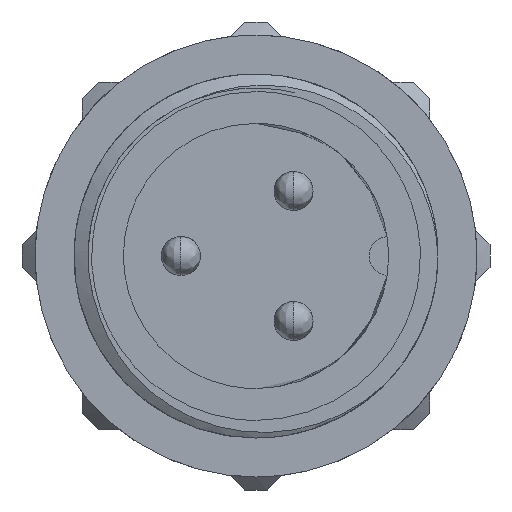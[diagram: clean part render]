
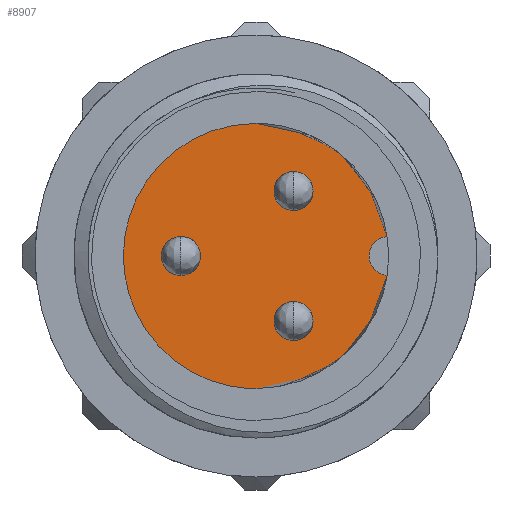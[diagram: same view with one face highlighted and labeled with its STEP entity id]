
A CAD part, front view. The second image highlights one B-rep face of the part: STEP entity #8907.
In plain terms, the highlighted free-form (B-spline) face has degree [1, 1] with [2, 2] control points.
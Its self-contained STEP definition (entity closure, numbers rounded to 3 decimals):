
#233 = EDGE_CURVE('',#234,#236,#238,.T.);
#234 = VERTEX_POINT('',#235);
#235 = CARTESIAN_POINT('',(1.798,11.211,
    -4.049));
#236 = VERTEX_POINT('',#237);
#237 = CARTESIAN_POINT('',(1.798,11.211,
    -2.18));
#238 = ( BOUNDED_CURVE() B_SPLINE_CURVE(2,(#239,#240,#241,#242,#243),
.UNSPECIFIED.,.F.,.F.) B_SPLINE_CURVE_WITH_KNOTS((3,2,3),(0.,
1.571,3.142),.PIECEWISE_BEZIER_KNOTS.) CURVE() 
GEOMETRIC_REPRESENTATION_ITEM() RATIONAL_B_SPLINE_CURVE((1.,
0.707,1.,0.707,1.)) REPRESENTATION_ITEM('') );
#239 = CARTESIAN_POINT('',(1.798,11.211,
    -4.049));
#240 = CARTESIAN_POINT('',(2.732,11.211,
    -4.049));
#241 = CARTESIAN_POINT('',(2.732,11.211,
    -3.114));
#242 = CARTESIAN_POINT('',(2.732,11.211,
    -2.18));
#243 = CARTESIAN_POINT('',(1.798,11.211,
    -2.18));
#330 = EDGE_CURVE('',#331,#333,#335,.T.);
#331 = VERTEX_POINT('',#332);
#332 = CARTESIAN_POINT('',(1.798,11.211,2.18
    ));
#333 = VERTEX_POINT('',#334);
#334 = CARTESIAN_POINT('',(1.798,11.211,4.049
    ));
#335 = ( BOUNDED_CURVE() B_SPLINE_CURVE(2,(#336,#337,#338,#339,#340),
.UNSPECIFIED.,.F.,.F.) B_SPLINE_CURVE_WITH_KNOTS((3,2,3),(0.,
1.571,3.142),.PIECEWISE_BEZIER_KNOTS.) CURVE() 
GEOMETRIC_REPRESENTATION_ITEM() RATIONAL_B_SPLINE_CURVE((1.,
0.707,1.,0.707,1.)) REPRESENTATION_ITEM('') );
#336 = CARTESIAN_POINT('',(1.798,11.211,2.18
    ));
#337 = CARTESIAN_POINT('',(2.732,11.211,2.18
    ));
#338 = CARTESIAN_POINT('',(2.732,11.211,3.114
    ));
#339 = CARTESIAN_POINT('',(2.732,11.211,4.049
    ));
#340 = CARTESIAN_POINT('',(1.798,11.211,4.049
    ));
#427 = EDGE_CURVE('',#428,#430,#432,.T.);
#428 = VERTEX_POINT('',#429);
#429 = CARTESIAN_POINT('',(-3.596,11.211,
    -0.934));
#430 = VERTEX_POINT('',#431);
#431 = CARTESIAN_POINT('',(-3.596,11.211,
    0.934));
#432 = ( BOUNDED_CURVE() B_SPLINE_CURVE(2,(#433,#434,#435,#436,#437),
.UNSPECIFIED.,.F.,.F.) B_SPLINE_CURVE_WITH_KNOTS((3,2,3),(0.,
1.571,3.142),.PIECEWISE_BEZIER_KNOTS.) CURVE() 
GEOMETRIC_REPRESENTATION_ITEM() RATIONAL_B_SPLINE_CURVE((1.,
0.707,1.,0.707,1.)) REPRESENTATION_ITEM('') );
#433 = CARTESIAN_POINT('',(-3.596,11.211,
    -0.934));
#434 = CARTESIAN_POINT('',(-2.662,11.211,
    -0.934));
#435 = CARTESIAN_POINT('',(-2.662,11.211,
    0.));
#436 = CARTESIAN_POINT('',(-2.662,11.211,
    0.934));
#437 = CARTESIAN_POINT('',(-3.596,11.211,
    0.934));
#466 = VERTEX_POINT('',#467);
#467 = CARTESIAN_POINT('',(0.,11.211,-6.353));
#485 = VERTEX_POINT('',#486);
#486 = CARTESIAN_POINT('',(0.,11.211,
    6.353));
#491 = EDGE_CURVE('',#485,#466,#492,.T.);
#492 = ( BOUNDED_CURVE() B_SPLINE_CURVE(2,(#493,#494,#495,#496,#497),
.UNSPECIFIED.,.F.,.F.) B_SPLINE_CURVE_WITH_KNOTS((3,2,3),(3.142,
4.712,6.283),.PIECEWISE_BEZIER_KNOTS.) CURVE() 
GEOMETRIC_REPRESENTATION_ITEM() RATIONAL_B_SPLINE_CURVE((1.,
0.707,1.,0.707,1.)) REPRESENTATION_ITEM('') );
#493 = CARTESIAN_POINT('',(0.,11.211,
    6.353));
#494 = CARTESIAN_POINT('',(-6.353,11.211,
    6.353));
#495 = CARTESIAN_POINT('',(-6.353,11.211,
    0.));
#496 = CARTESIAN_POINT('',(-6.353,11.211,
    -6.353));
#497 = CARTESIAN_POINT('',(0.,11.211,
    -6.353));
#8907 = ADVANCED_FACE('',(#8908,#8919,#8930,#8941),#8968,.T.);
#8908 = FACE_BOUND('',#8909,.T.);
#8909 = EDGE_LOOP('',(#8910,#8911));
#8910 = ORIENTED_EDGE('',*,*,#233,.F.);
#8911 = ORIENTED_EDGE('',*,*,#8912,.F.);
#8912 = EDGE_CURVE('',#236,#234,#8913,.T.);
#8913 = ( BOUNDED_CURVE() B_SPLINE_CURVE(2,(#8914,#8915,#8916,#8917,
#8918),.UNSPECIFIED.,.F.,.F.) B_SPLINE_CURVE_WITH_KNOTS((3,2,3),(
    3.142,4.712,6.283),
.PIECEWISE_BEZIER_KNOTS.) CURVE() GEOMETRIC_REPRESENTATION_ITEM() 
RATIONAL_B_SPLINE_CURVE((1.,0.707,1.,0.707,1.)) 
REPRESENTATION_ITEM('') );
#8914 = CARTESIAN_POINT('',(1.798,11.211,
    -2.18));
#8915 = CARTESIAN_POINT('',(0.864,11.211,
    -2.18));
#8916 = CARTESIAN_POINT('',(0.864,11.211,
    -3.114));
#8917 = CARTESIAN_POINT('',(0.864,11.211,
    -4.049));
#8918 = CARTESIAN_POINT('',(1.798,11.211,
    -4.049));
#8919 = FACE_BOUND('',#8920,.T.);
#8920 = EDGE_LOOP('',(#8921,#8922));
#8921 = ORIENTED_EDGE('',*,*,#330,.F.);
#8922 = ORIENTED_EDGE('',*,*,#8923,.F.);
#8923 = EDGE_CURVE('',#333,#331,#8924,.T.);
#8924 = ( BOUNDED_CURVE() B_SPLINE_CURVE(2,(#8925,#8926,#8927,#8928,
#8929),.UNSPECIFIED.,.F.,.F.) B_SPLINE_CURVE_WITH_KNOTS((3,2,3),(
    3.142,4.712,6.283),
.PIECEWISE_BEZIER_KNOTS.) CURVE() GEOMETRIC_REPRESENTATION_ITEM() 
RATIONAL_B_SPLINE_CURVE((1.,0.707,1.,0.707,1.)) 
REPRESENTATION_ITEM('') );
#8925 = CARTESIAN_POINT('',(1.798,11.211,
    4.049));
#8926 = CARTESIAN_POINT('',(0.864,11.211,
    4.049));
#8927 = CARTESIAN_POINT('',(0.864,11.211,
    3.114));
#8928 = CARTESIAN_POINT('',(0.864,11.211,
    2.18));
#8929 = CARTESIAN_POINT('',(1.798,11.211,
    2.18));
#8930 = FACE_BOUND('',#8931,.T.);
#8931 = EDGE_LOOP('',(#8932,#8933));
#8932 = ORIENTED_EDGE('',*,*,#427,.F.);
#8933 = ORIENTED_EDGE('',*,*,#8934,.F.);
#8934 = EDGE_CURVE('',#430,#428,#8935,.T.);
#8935 = ( BOUNDED_CURVE() B_SPLINE_CURVE(2,(#8936,#8937,#8938,#8939,
#8940),.UNSPECIFIED.,.F.,.F.) B_SPLINE_CURVE_WITH_KNOTS((3,2,3),(
    3.142,4.712,6.283),
.PIECEWISE_BEZIER_KNOTS.) CURVE() GEOMETRIC_REPRESENTATION_ITEM() 
RATIONAL_B_SPLINE_CURVE((1.,0.707,1.,0.707,1.)) 
REPRESENTATION_ITEM('') );
#8936 = CARTESIAN_POINT('',(-3.596,11.211,
    0.934));
#8937 = CARTESIAN_POINT('',(-4.53,11.211,
    0.934));
#8938 = CARTESIAN_POINT('',(-4.53,11.211,
    0.));
#8939 = CARTESIAN_POINT('',(-4.53,11.211,
    -0.934));
#8940 = CARTESIAN_POINT('',(-3.596,11.211,
    -0.934));
#8941 = FACE_BOUND('',#8942,.T.);
#8942 = EDGE_LOOP('',(#8943,#8951,#8952,#8960));
#8943 = ORIENTED_EDGE('',*,*,#8944,.T.);
#8944 = EDGE_CURVE('',#8945,#485,#8947,.T.);
#8945 = VERTEX_POINT('',#8946);
#8946 = CARTESIAN_POINT('',(6.284,11.211,
    0.932));
#8947 = ( BOUNDED_CURVE() B_SPLINE_CURVE(2,(#8948,#8949,#8950),
.UNSPECIFIED.,.F.,.F.) B_SPLINE_CURVE_WITH_KNOTS((3,3),(1.718,
3.142),.PIECEWISE_BEZIER_KNOTS.) CURVE() 
GEOMETRIC_REPRESENTATION_ITEM() RATIONAL_B_SPLINE_CURVE((1.,
0.757,1.)) REPRESENTATION_ITEM('') );
#8948 = CARTESIAN_POINT('',(6.284,11.211,
    0.932));
#8949 = CARTESIAN_POINT('',(5.481,11.211,6.353
    ));
#8950 = CARTESIAN_POINT('',(0.,11.211,
    6.353));
#8951 = ORIENTED_EDGE('',*,*,#491,.T.);
#8952 = ORIENTED_EDGE('',*,*,#8953,.T.);
#8953 = EDGE_CURVE('',#466,#8954,#8956,.T.);
#8954 = VERTEX_POINT('',#8955);
#8955 = CARTESIAN_POINT('',(6.284,11.211,
    -0.932));
#8956 = ( BOUNDED_CURVE() B_SPLINE_CURVE(2,(#8957,#8958,#8959),
.UNSPECIFIED.,.F.,.F.) B_SPLINE_CURVE_WITH_KNOTS((3,3),(0.,
1.424),.PIECEWISE_BEZIER_KNOTS.) CURVE() 
GEOMETRIC_REPRESENTATION_ITEM() RATIONAL_B_SPLINE_CURVE((1.,
0.757,1.)) REPRESENTATION_ITEM('') );
#8957 = CARTESIAN_POINT('',(0.,11.211,-6.353));
#8958 = CARTESIAN_POINT('',(5.481,11.211,
    -6.353));
#8959 = CARTESIAN_POINT('',(6.284,11.211,
    -0.932));
#8960 = ORIENTED_EDGE('',*,*,#8961,.F.);
#8961 = EDGE_CURVE('',#8945,#8954,#8962,.T.);
#8962 = ( BOUNDED_CURVE() B_SPLINE_CURVE(2,(#8963,#8964,#8965,#8966,
#8967),.UNSPECIFIED.,.F.,.F.) B_SPLINE_CURVE_WITH_KNOTS((3,2,3),(
    3.215,4.712,6.21),
.PIECEWISE_BEZIER_KNOTS.) CURVE() GEOMETRIC_REPRESENTATION_ITEM() 
RATIONAL_B_SPLINE_CURVE((1.,0.733,1.,0.733,1.)) 
REPRESENTATION_ITEM('') );
#8963 = CARTESIAN_POINT('',(6.284,11.211,
    0.932));
#8964 = CARTESIAN_POINT('',(5.419,11.211,
    0.868));
#8965 = CARTESIAN_POINT('',(5.419,11.211,
    0.));
#8966 = CARTESIAN_POINT('',(5.419,11.211,
    -0.868));
#8967 = CARTESIAN_POINT('',(6.284,11.211,
    -0.932));
#8968 = B_SPLINE_SURFACE_WITH_KNOTS('',1,1,(
    (#8969,#8970)
    ,(#8971,#8972
    )),.UNSPECIFIED.,.F.,.F.,.F.,(2,2),(2,2),(-5.1,5.1),(-5.1,
    5.045),.PIECEWISE_BEZIER_KNOTS.);
#8969 = CARTESIAN_POINT('',(-6.353,11.211,
    6.353));
#8970 = CARTESIAN_POINT('',(6.284,11.211,
    6.353));
#8971 = CARTESIAN_POINT('',(-6.353,11.211,
    -6.353));
#8972 = CARTESIAN_POINT('',(6.284,11.211,
    -6.353));
